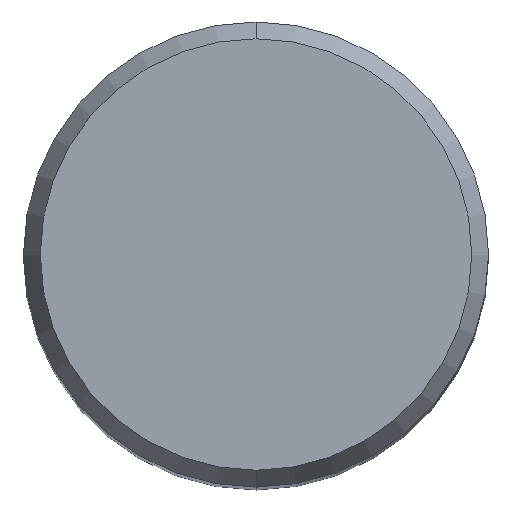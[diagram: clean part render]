
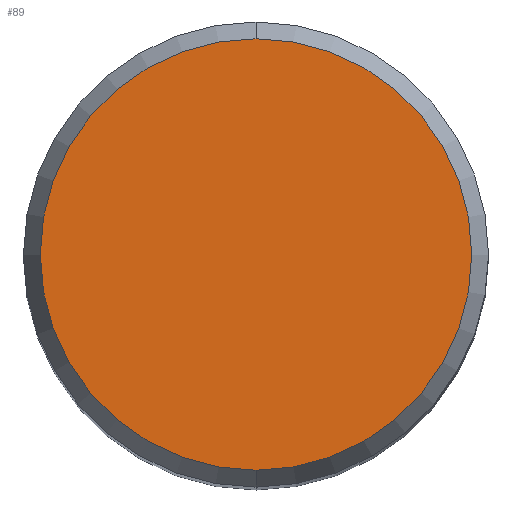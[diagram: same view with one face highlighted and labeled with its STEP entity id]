
A CAD part, top view. The second image highlights one B-rep face of the part: STEP entity #89.
In plain terms, the highlighted planar face has unit normal (0, 0, 1).
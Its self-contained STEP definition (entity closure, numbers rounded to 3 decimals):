
#89=ADVANCED_FACE('',(#216),#217,.T.);
#111=VERTEX_POINT('',#241);
#113=EDGE_CURVE('',#111,#147,#243,.T.);
#147=VERTEX_POINT('',#280);
#193=EDGE_CURVE('',#147,#111,#334,.T.);
#216=FACE_OUTER_BOUND('',#349,.T.);
#217=PLANE('',#350);
#241=CARTESIAN_POINT('',(0.0,5.892,0.01));
#243=CIRCLE('',#380,5.892);
#280=CARTESIAN_POINT('',(0.,-5.892,0.01));
#334=CIRCLE('',#499,5.892);
#349=EDGE_LOOP('',(#502,#503));
#350=AXIS2_PLACEMENT_3D('',#504,#505,#506);
#380=AXIS2_PLACEMENT_3D('',#529,#530,#531);
#499=AXIS2_PLACEMENT_3D('',#656,#657,#658);
#502=ORIENTED_EDGE('',*,*,#113,.F.);
#503=ORIENTED_EDGE('',*,*,#193,.F.);
#504=CARTESIAN_POINT('',(0.0,2.946,0.01));
#505=DIRECTION('',(-0.0,0.0,1.0));
#506=DIRECTION('',(0.0,-1.0,0.0));
#529=CARTESIAN_POINT('',(0.0,0.0,0.01));
#530=DIRECTION('',(0.0,0.0,-1.0));
#531=DIRECTION('',(0.0,1.0,0.0));
#656=CARTESIAN_POINT('',(0.0,0.0,0.01));
#657=DIRECTION('',(0.0,0.0,-1.0));
#658=DIRECTION('',(0.0,1.0,0.0));
